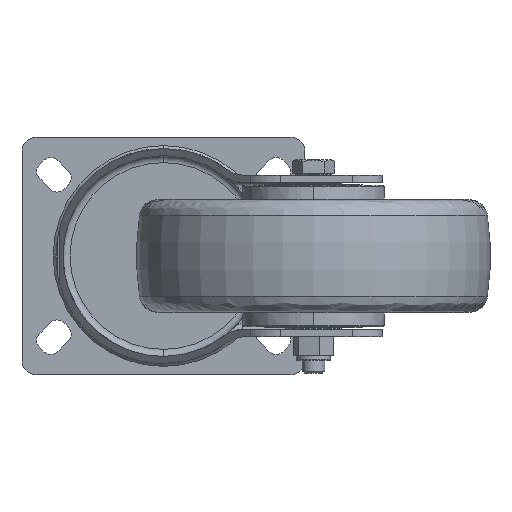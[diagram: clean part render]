
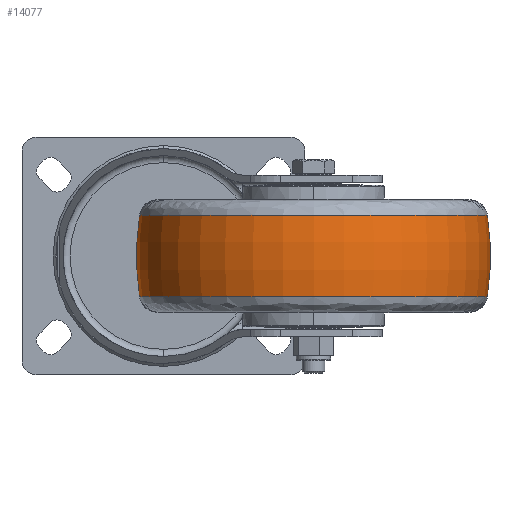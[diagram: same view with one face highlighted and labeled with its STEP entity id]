
A CAD part, front view. The second image highlights one B-rep face of the part: STEP entity #14077.
In plain terms, the highlighted toroidal (fillet/blend) face has major radius 37.5 mm and minor radius 100 mm.
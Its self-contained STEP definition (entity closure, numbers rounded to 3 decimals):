
#83 = ORIENTED_EDGE ( 'NONE', *, *, #4091, .T. ) ;
#681 = CARTESIAN_POINT ( 'NONE',  ( 114.467, -94.473, -14.337 ) ) ;
#913 = ORIENTED_EDGE ( 'NONE', *, *, #10976, .F. ) ;
#1763 = FACE_OUTER_BOUND ( 'NONE', #21697, .T. ) ;
#2634 = AXIS2_PLACEMENT_3D ( 'NONE', #19860, #18227, #14911 ) ;
#2860 = DIRECTION ( 'NONE',  ( 0., 0., -1. ) ) ;
#3203 = EDGE_CURVE ( 'NONE', #6446, #8714, #7156, .T. ) ;
#3653 = DIRECTION ( 'NONE',  ( 0., 0., 1. ) ) ;
#3679 = CIRCLE ( 'NONE', #8769, 100. ) ;
#4091 = EDGE_CURVE ( 'NONE', #20751, #11129, #20434, .T. ) ;
#4347 = CIRCLE ( 'NONE', #21721, 100. ) ;
#5082 = DIRECTION ( 'NONE',  ( 1., 0., 0. ) ) ;
#5853 = DIRECTION ( 'NONE',  ( 1., 0., 0. ) ) ;
#6446 = VERTEX_POINT ( 'NONE', #21468 ) ;
#6643 = TOROIDAL_SURFACE ( 'NONE', #17546, -37.5, 100. ) ;
#7156 = CIRCLE ( 'NONE', #12820, 61.467 ) ;
#7970 = ORIENTED_EDGE ( 'NONE', *, *, #3203, .T. ) ;
#8714 = VERTEX_POINT ( 'NONE', #21415 ) ;
#8769 = AXIS2_PLACEMENT_3D ( 'NONE', #18389, #15008, #18619 ) ;
#10225 = CARTESIAN_POINT ( 'NONE',  ( 53., -94.5, 0. ) ) ;
#10976 = EDGE_CURVE ( 'NONE', #20751, #8714, #3679, .T. ) ;
#11129 = VERTEX_POINT ( 'NONE', #681 ) ;
#12373 = CARTESIAN_POINT ( 'NONE',  ( -8.467, -94.527, -14.337 ) ) ;
#12715 = DIRECTION ( 'NONE',  ( 0., -1., 0. ) ) ;
#12820 = AXIS2_PLACEMENT_3D ( 'NONE', #14814, #2860, #18198 ) ;
#14077 = ADVANCED_FACE ( 'NONE', ( #1763 ), #6643, .T. ) ;
#14814 = CARTESIAN_POINT ( 'NONE',  ( 53., -94.5, 14.337 ) ) ;
#14911 = DIRECTION ( 'NONE',  ( 1., 0., 0. ) ) ;
#15008 = DIRECTION ( 'NONE',  ( 0., 1., 0. ) ) ;
#15788 = EDGE_CURVE ( 'NONE', #11129, #6446, #4347, .T. ) ;
#17411 = ORIENTED_EDGE ( 'NONE', *, *, #15788, .T. ) ;
#17546 = AXIS2_PLACEMENT_3D ( 'NONE', #10225, #3653, #5082 ) ;
#18198 = DIRECTION ( 'NONE',  ( -1., 0., 0. ) ) ;
#18227 = DIRECTION ( 'NONE',  ( 0., 0., 1. ) ) ;
#18389 = CARTESIAN_POINT ( 'NONE',  ( 90.5, -94.484, 0. ) ) ;
#18619 = DIRECTION ( 'NONE',  ( -1., 0., 0. ) ) ;
#19581 = CARTESIAN_POINT ( 'NONE',  ( 15.5, -94.516, 0. ) ) ;
#19860 = CARTESIAN_POINT ( 'NONE',  ( 53., -94.5, -14.337 ) ) ;
#20434 = CIRCLE ( 'NONE', #2634, 61.467 ) ;
#20751 = VERTEX_POINT ( 'NONE', #12373 ) ;
#21415 = CARTESIAN_POINT ( 'NONE',  ( -8.467, -94.527, 14.337 ) ) ;
#21468 = CARTESIAN_POINT ( 'NONE',  ( 114.467, -94.473, 14.337 ) ) ;
#21697 = EDGE_LOOP ( 'NONE', ( #913, #83, #17411, #7970 ) ) ;
#21721 = AXIS2_PLACEMENT_3D ( 'NONE', #19581, #12715, #5853 ) ;
